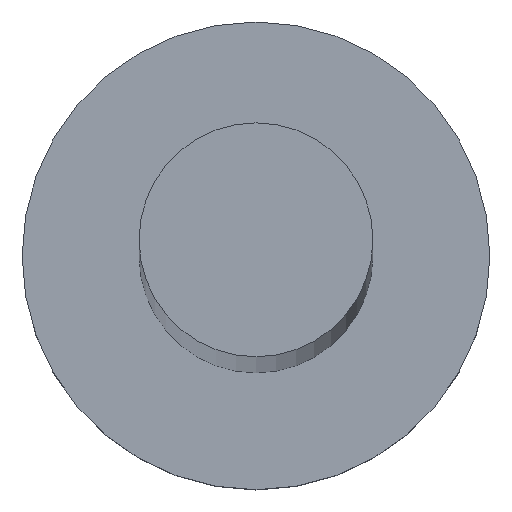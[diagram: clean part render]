
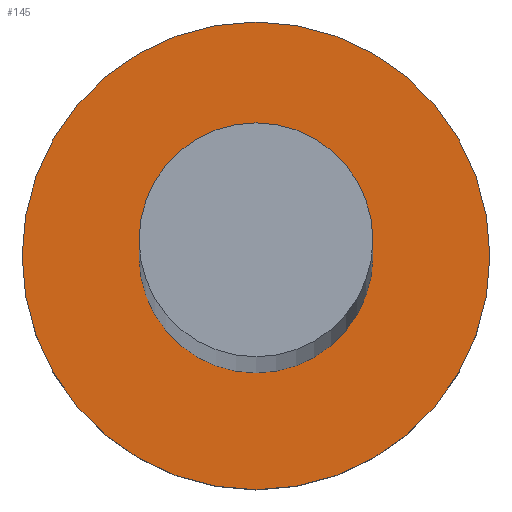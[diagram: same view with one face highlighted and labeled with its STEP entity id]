
A CAD part, top view. The second image highlights one B-rep face of the part: STEP entity #145.
In plain terms, the highlighted planar face has unit normal (0, 0, 1).
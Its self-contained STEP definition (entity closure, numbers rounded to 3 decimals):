
#2 = FACE_OUTER_BOUND ( 'NONE', #228, .T. ) ;
#3 = VERTEX_POINT ( 'NONE', #71 ) ;
#9 = DIRECTION ( 'NONE',  ( 0., 0., 1. ) ) ;
#11 = EDGE_CURVE ( 'NONE', #87, #165, #249, .T. ) ;
#12 = DIRECTION ( 'NONE',  ( 0., 0., 1. ) ) ;
#15 = CARTESIAN_POINT ( 'NONE',  ( 0., 0., 3. ) ) ;
#31 = EDGE_CURVE ( 'NONE', #131, #3, #218, .T. ) ;
#35 = DIRECTION ( 'NONE',  ( 1., 0., 0. ) ) ;
#39 = EDGE_CURVE ( 'NONE', #3, #131, #223, .T. ) ;
#51 = DIRECTION ( 'NONE',  ( 0., 0., 1. ) ) ;
#58 = ORIENTED_EDGE ( 'NONE', *, *, #31, .F. ) ;
#62 = CARTESIAN_POINT ( 'NONE',  ( -2.5, 0., 3. ) ) ;
#67 = FACE_BOUND ( 'NONE', #119, .T. ) ;
#71 = CARTESIAN_POINT ( 'NONE',  ( 2.5, 0., 3. ) ) ;
#76 = CARTESIAN_POINT ( 'NONE',  ( 0., 0., 3. ) ) ;
#80 = AXIS2_PLACEMENT_3D ( 'NONE', #224, #12, #35 ) ;
#84 = CARTESIAN_POINT ( 'NONE',  ( 0., 0., 3. ) ) ;
#87 = VERTEX_POINT ( 'NONE', #111 ) ;
#92 = DIRECTION ( 'NONE',  ( 1., 0., 0. ) ) ;
#111 = CARTESIAN_POINT ( 'NONE',  ( 5., 0., 3. ) ) ;
#114 = DIRECTION ( 'NONE',  ( 1., 0., 0. ) ) ;
#117 = AXIS2_PLACEMENT_3D ( 'NONE', #227, #51, #92 ) ;
#119 = EDGE_LOOP ( 'NONE', ( #58, #234 ) ) ;
#131 = VERTEX_POINT ( 'NONE', #62 ) ;
#137 = CIRCLE ( 'NONE', #252, 5. ) ;
#138 = DIRECTION ( 'NONE',  ( 1., 0., 0. ) ) ;
#143 = CARTESIAN_POINT ( 'NONE',  ( -5., 0., 3. ) ) ;
#145 = ADVANCED_FACE ( 'NONE', ( #67, #2 ), #202, .T. ) ;
#146 = AXIS2_PLACEMENT_3D ( 'NONE', #84, #186, #148 ) ;
#148 = DIRECTION ( 'NONE',  ( 1., 0., 0. ) ) ;
#158 = DIRECTION ( 'NONE',  ( 0., 0., 1. ) ) ;
#165 = VERTEX_POINT ( 'NONE', #143 ) ;
#175 = ORIENTED_EDGE ( 'NONE', *, *, #11, .T. ) ;
#186 = DIRECTION ( 'NONE',  ( 0., 0., 1. ) ) ;
#202 = PLANE ( 'NONE',  #146 ) ;
#218 = CIRCLE ( 'NONE', #80, 2.5 ) ;
#223 = CIRCLE ( 'NONE', #117, 2.5 ) ;
#224 = CARTESIAN_POINT ( 'NONE',  ( 0., 0., 3. ) ) ;
#227 = CARTESIAN_POINT ( 'NONE',  ( 0., 0., 3. ) ) ;
#228 = EDGE_LOOP ( 'NONE', ( #239, #175 ) ) ;
#234 = ORIENTED_EDGE ( 'NONE', *, *, #39, .F. ) ;
#238 = EDGE_CURVE ( 'NONE', #165, #87, #137, .T. ) ;
#239 = ORIENTED_EDGE ( 'NONE', *, *, #238, .T. ) ;
#242 = AXIS2_PLACEMENT_3D ( 'NONE', #76, #158, #114 ) ;
#249 = CIRCLE ( 'NONE', #242, 5. ) ;
#252 = AXIS2_PLACEMENT_3D ( 'NONE', #15, #9, #138 ) ;
